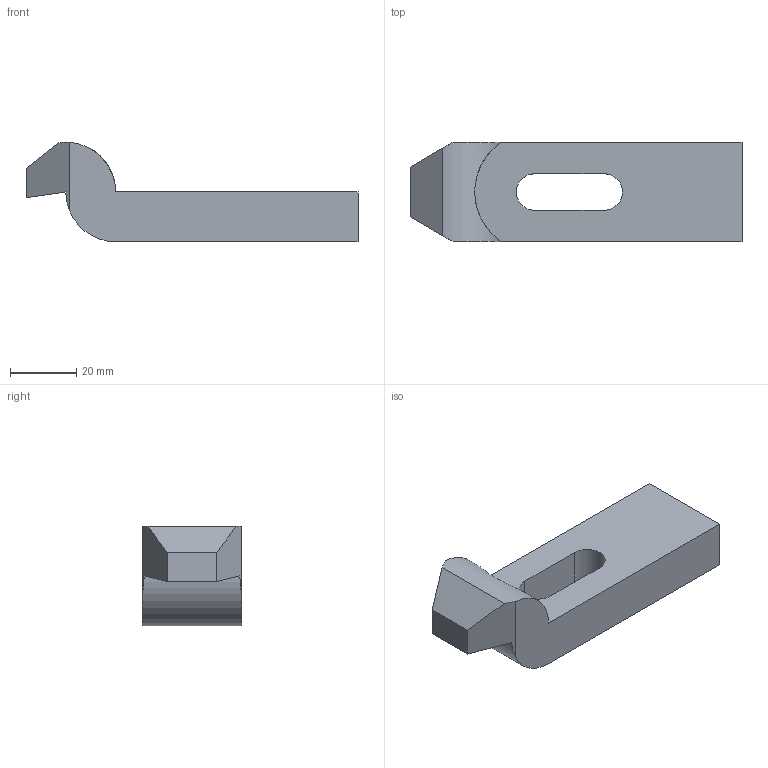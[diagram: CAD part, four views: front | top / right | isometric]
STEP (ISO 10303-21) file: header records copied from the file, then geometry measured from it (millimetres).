
FILE_DESCRIPTION(('STEP AP214'),'1');
FILE_NAME(' ',' ',('TraceParts'),('TraceParts S.A.'),'XStep 1.0',' ',' ');
FILE_SCHEMA(('automotive_design'));
Length unit declared in the file: millimetre
Products named in the file (1): 1
Bounding box: 100 x 30 x 30 mm (x, y, z)
Volume: 40660.5 mm3; surface area: 10845.4 mm2
Topology: 1 solids, 1 shells, 17 faces, 45 edges, 30 vertices
Faces by surface type: plane 12, cylinder 5
Entity records: 1118 total; most frequent: CARTESIAN_POINT 142, STYLED_ITEM 93, PRESENTATION_STYLE_ASSIGNMENT 93, DIRECTION 93, COLOUR_RGB 93, ORIENTED_EDGE 90, EDGE_CURVE 45, CURVE_STYLE 45
